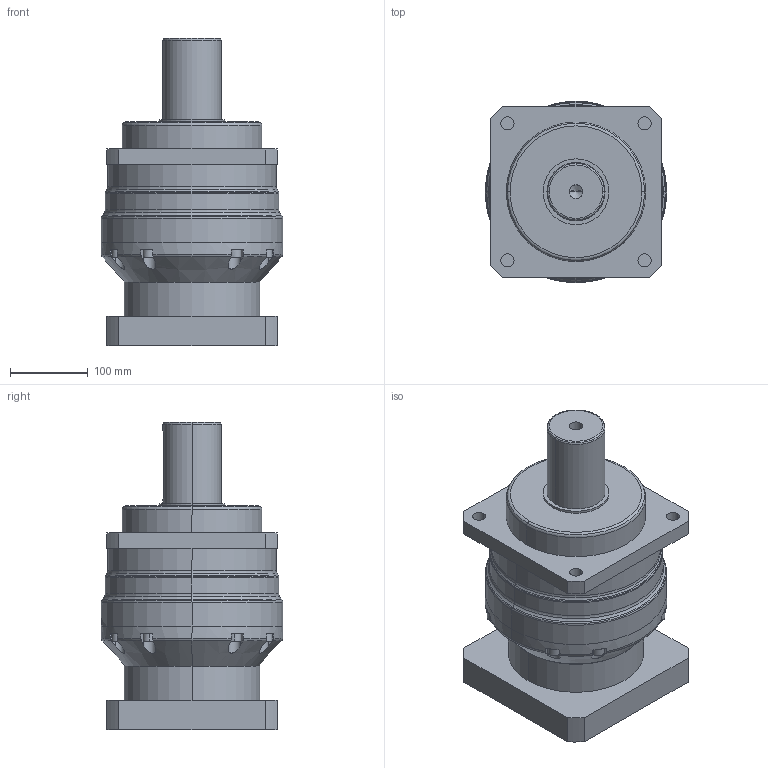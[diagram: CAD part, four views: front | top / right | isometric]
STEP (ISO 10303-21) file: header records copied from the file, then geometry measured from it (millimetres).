
FILE_DESCRIPTION((''),'2;1');
FILE_NAME('VRS210-L1-S2_ASM','2022-06-14T15:58:47',('Administrator'),(''),'CREO PARAMETRIC BY PTC INC, 2019010','CREO PARAMETRIC BY PTC INC, 2019010','');
FILE_SCHEMA(('CONFIG_CONTROL_DESIGN'));
Length unit declared in the file: millimetre
Products named in the file (3): 100; 20001; VRS210-L1-S2_ASM
Assembly tree (2 placements, depth 2):
  VRS210-L1-S2_ASM
    100
    20001
Bounding box: 234 x 234 x 397 mm (x, y, z)
Volume: 10009359.2 mm3; surface area: 544694.7 mm2
Topology: 2 solids, 2 shells, 437 faces, 1105 edges, 708 vertices
Faces by surface type: plane 209, cylinder 106, torus 88, bspline 18, cone 16
Entity records: 16587 total; most frequent: CARTESIAN_POINT 5703, DIRECTION 2394, ORIENTED_EDGE 2190, EDGE_CURVE 1095, AXIS2_PLACEMENT_3D 928, VERTEX_POINT 708, VECTOR 538, LINE 538
